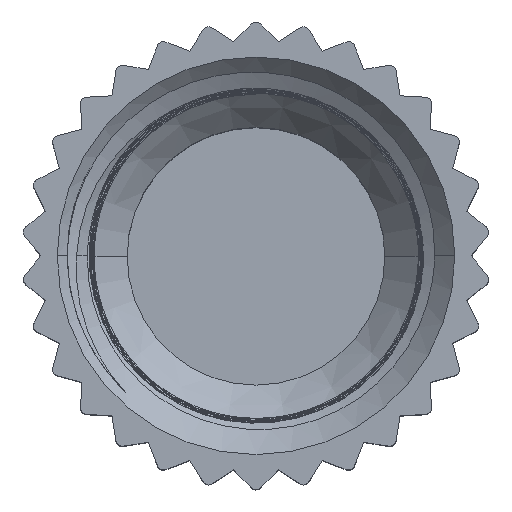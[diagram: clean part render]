
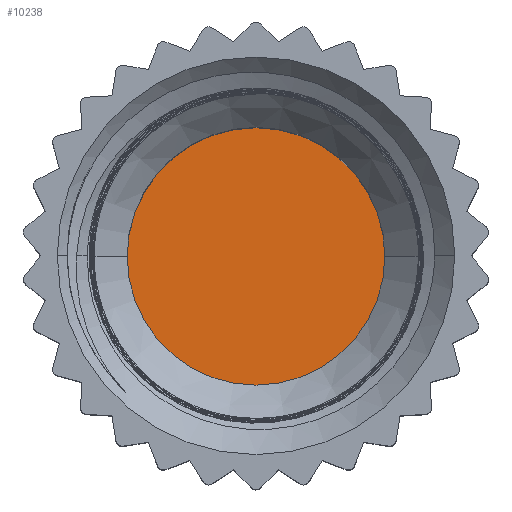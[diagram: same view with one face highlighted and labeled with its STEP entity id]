
A CAD part, top view. The second image highlights one B-rep face of the part: STEP entity #10238.
In plain terms, the highlighted planar face has unit normal (0, 0, 1).
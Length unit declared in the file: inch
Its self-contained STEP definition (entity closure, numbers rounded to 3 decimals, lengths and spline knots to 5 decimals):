
#28 = PLANE ( 'NONE',  #9655 ) ;
#93 = EDGE_CURVE ( 'NONE', #15375, #17987, #927, .T. ) ;
#927 = CIRCLE ( 'NONE', #11081, 0.22976 ) ;
#1575 = CARTESIAN_POINT ( 'NONE',  ( -0.7874, 4.59584, 5.73853 ) ) ;
#1680 = AXIS2_PLACEMENT_3D ( 'NONE', #10798, #16338, #3884 ) ;
#1796 = CARTESIAN_POINT ( 'NONE',  ( -0.7874, 4.36607, 5.73853 ) ) ;
#3884 = DIRECTION ( 'NONE',  ( 0., 1., 0. ) ) ;
#5393 = DIRECTION ( 'NONE',  ( 0., 0., 1. ) ) ;
#7138 = DIRECTION ( 'NONE',  ( 0., 0., -1. ) ) ;
#8397 = EDGE_LOOP ( 'NONE', ( #11241, #11595 ) ) ;
#9516 = CIRCLE ( 'NONE', #1680, 0.22976 ) ;
#9655 = AXIS2_PLACEMENT_3D ( 'NONE', #1575, #7138, #12681 ) ;
#10238 = ADVANCED_FACE ( 'NONE', ( #12495 ), #28, .F. ) ;
#10798 = CARTESIAN_POINT ( 'NONE',  ( -0.7874, 4.59584, 5.73853 ) ) ;
#10942 = DIRECTION ( 'NONE',  ( 0., 1., 0. ) ) ;
#11081 = AXIS2_PLACEMENT_3D ( 'NONE', #17845, #5393, #10942 ) ;
#11241 = ORIENTED_EDGE ( 'NONE', *, *, #93, .T. ) ;
#11595 = ORIENTED_EDGE ( 'NONE', *, *, #14262, .T. ) ;
#12330 = CARTESIAN_POINT ( 'NONE',  ( -0.7874, 4.8256, 5.73853 ) ) ;
#12495 = FACE_OUTER_BOUND ( 'NONE', #8397, .T. ) ;
#12681 = DIRECTION ( 'NONE',  ( 0., 1., 0. ) ) ;
#14262 = EDGE_CURVE ( 'NONE', #17987, #15375, #9516, .T. ) ;
#15375 = VERTEX_POINT ( 'NONE', #12330 ) ;
#16338 = DIRECTION ( 'NONE',  ( 0., 0., 1. ) ) ;
#17845 = CARTESIAN_POINT ( 'NONE',  ( -0.7874, 4.59584, 5.73853 ) ) ;
#17987 = VERTEX_POINT ( 'NONE', #1796 ) ;
